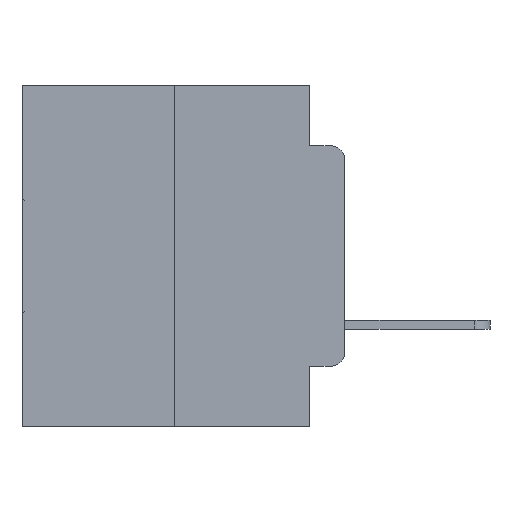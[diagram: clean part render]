
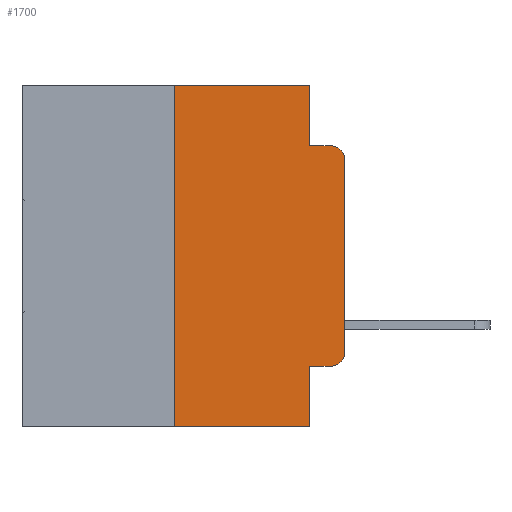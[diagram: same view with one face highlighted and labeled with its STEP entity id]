
A CAD part, left-side view. The second image highlights one B-rep face of the part: STEP entity #1700.
In plain terms, the highlighted planar face has unit normal (-1, 0, 0).
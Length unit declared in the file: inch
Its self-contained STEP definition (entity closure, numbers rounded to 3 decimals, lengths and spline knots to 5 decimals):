
#310 = CARTESIAN_POINT ( 'NONE',  ( 0., 0., -0.1085 ) ) ;
#357 = VERTEX_POINT ( 'NONE', #17507 ) ;
#499 = ORIENTED_EDGE ( 'NONE', *, *, #10122, .T. ) ;
#616 = VECTOR ( 'NONE', #28674, 39.37008 ) ;
#964 = ORIENTED_EDGE ( 'NONE', *, *, #2246, .F. ) ;
#1131 = DIRECTION ( 'NONE',  ( 0., -1., 0. ) ) ;
#1442 = CARTESIAN_POINT ( 'NONE',  ( 0., 0., 0. ) ) ;
#1511 = ORIENTED_EDGE ( 'NONE', *, *, #10308, .T. ) ;
#1612 = ORIENTED_EDGE ( 'NONE', *, *, #22767, .F. ) ;
#1686 = CARTESIAN_POINT ( 'NONE',  ( 0., 0.051, 0. ) ) ;
#1700 = ADVANCED_FACE ( 'NONE', ( #11764 ), #13329, .F. ) ;
#2094 = LINE ( 'NONE', #4613, #13945 ) ;
#2246 = EDGE_CURVE ( 'NONE', #357, #16678, #24421, .T. ) ;
#2405 = LINE ( 'NONE', #14441, #3315 ) ;
#2682 = ORIENTED_EDGE ( 'NONE', *, *, #7714, .T. ) ;
#2706 = LINE ( 'NONE', #1686, #14502 ) ;
#3036 = DIRECTION ( 'NONE',  ( 0., -1., 0. ) ) ;
#3265 = AXIS2_PLACEMENT_3D ( 'NONE', #9452, #24972, #11865 ) ;
#3315 = VECTOR ( 'NONE', #9943, 39.37008 ) ;
#3958 = ORIENTED_EDGE ( 'NONE', *, *, #25570, .F. ) ;
#4613 = CARTESIAN_POINT ( 'NONE',  ( 0., 0.25, 0. ) ) ;
#4876 = CIRCLE ( 'NONE', #16898, 0.02 ) ;
#5173 = ORIENTED_EDGE ( 'NONE', *, *, #11902, .F. ) ;
#5330 = ORIENTED_EDGE ( 'NONE', *, *, #15434, .F. ) ;
#5430 = DIRECTION ( 'NONE',  ( 0., 0., -1. ) ) ;
#5468 = VERTEX_POINT ( 'NONE', #16690 ) ;
#5523 = EDGE_CURVE ( 'NONE', #18237, #16678, #4876, .T. ) ;
#5876 = ORIENTED_EDGE ( 'NONE', *, *, #13924, .T. ) ;
#6135 = ORIENTED_EDGE ( 'NONE', *, *, #5523, .T. ) ;
#6441 = VERTEX_POINT ( 'NONE', #14880 ) ;
#7048 = DIRECTION ( 'NONE',  ( 0., 0., 1. ) ) ;
#7361 = LINE ( 'NONE', #28104, #18768 ) ;
#7714 = EDGE_CURVE ( 'NONE', #6441, #16056, #20710, .T. ) ;
#8217 = VERTEX_POINT ( 'NONE', #28881 ) ;
#9452 = CARTESIAN_POINT ( 'NONE',  ( 0., 0.02, -0.3915 ) ) ;
#9943 = DIRECTION ( 'NONE',  ( 0., -1., 0. ) ) ;
#10122 = EDGE_CURVE ( 'NONE', #5468, #8217, #17157, .T. ) ;
#10308 = EDGE_CURVE ( 'NONE', #16056, #18237, #28775, .T. ) ;
#10546 = CARTESIAN_POINT ( 'NONE',  ( 0., 0.25, 0. ) ) ;
#10549 = CARTESIAN_POINT ( 'NONE',  ( 0., 0.473, 0. ) ) ;
#11504 = VECTOR ( 'NONE', #28367, 39.37008 ) ;
#11764 = FACE_OUTER_BOUND ( 'NONE', #13623, .T. ) ;
#11865 = DIRECTION ( 'NONE',  ( 0., 0., -1. ) ) ;
#11902 = EDGE_CURVE ( 'NONE', #20216, #28079, #2405, .T. ) ;
#12807 = VECTOR ( 'NONE', #3036, 39.37008 ) ;
#13296 = LINE ( 'NONE', #18120, #616 ) ;
#13329 = PLANE ( 'NONE',  #28753 ) ;
#13623 = EDGE_LOOP ( 'NONE', ( #1511, #6135, #964, #3958, #5173, #1612, #499, #5330, #5876, #2682 ) ) ;
#13924 = EDGE_CURVE ( 'NONE', #19422, #6441, #7361, .T. ) ;
#13945 = VECTOR ( 'NONE', #7048, 39.37008 ) ;
#14441 = CARTESIAN_POINT ( 'NONE',  ( 0., 0.473, 0. ) ) ;
#14502 = VECTOR ( 'NONE', #26562, 39.37008 ) ;
#14880 = CARTESIAN_POINT ( 'NONE',  ( 0., 0.02, -0.4115 ) ) ;
#15434 = EDGE_CURVE ( 'NONE', #19422, #8217, #2706, .T. ) ;
#16056 = VERTEX_POINT ( 'NONE', #18291 ) ;
#16678 = VERTEX_POINT ( 'NONE', #26512 ) ;
#16690 = CARTESIAN_POINT ( 'NONE',  ( 0., 0.25, -0.5 ) ) ;
#16743 = DIRECTION ( 'NONE',  ( 0., 0., -1. ) ) ;
#16898 = AXIS2_PLACEMENT_3D ( 'NONE', #28857, #29212, #16743 ) ;
#17157 = LINE ( 'NONE', #19493, #21606 ) ;
#17507 = CARTESIAN_POINT ( 'NONE',  ( 0., 0.051, -0.0885 ) ) ;
#18120 = CARTESIAN_POINT ( 'NONE',  ( 0., 0.051, 0. ) ) ;
#18237 = VERTEX_POINT ( 'NONE', #310 ) ;
#18291 = CARTESIAN_POINT ( 'NONE',  ( 0., 0., -0.3915 ) ) ;
#18768 = VECTOR ( 'NONE', #1131, 39.37008 ) ;
#19422 = VERTEX_POINT ( 'NONE', #26720 ) ;
#19493 = CARTESIAN_POINT ( 'NONE',  ( 0., 0.473, -0.5 ) ) ;
#20216 = VERTEX_POINT ( 'NONE', #10546 ) ;
#20710 = CIRCLE ( 'NONE', #3265, 0.02 ) ;
#21606 = VECTOR ( 'NONE', #21646, 39.37008 ) ;
#21646 = DIRECTION ( 'NONE',  ( 0., -1., 0. ) ) ;
#22767 = EDGE_CURVE ( 'NONE', #5468, #20216, #2094, .T. ) ;
#23686 = CARTESIAN_POINT ( 'NONE',  ( 0., 0.051, 0. ) ) ;
#24421 = LINE ( 'NONE', #26482, #12807 ) ;
#24972 = DIRECTION ( 'NONE',  ( -1., 0., 0. ) ) ;
#25570 = EDGE_CURVE ( 'NONE', #28079, #357, #13296, .T. ) ;
#26182 = DIRECTION ( 'NONE',  ( 1., 0., 0. ) ) ;
#26482 = CARTESIAN_POINT ( 'NONE',  ( 0., 0.051, -0.0885 ) ) ;
#26512 = CARTESIAN_POINT ( 'NONE',  ( 0., 0.02, -0.0885 ) ) ;
#26562 = DIRECTION ( 'NONE',  ( 0., 0., -1. ) ) ;
#26720 = CARTESIAN_POINT ( 'NONE',  ( 0., 0.051, -0.4115 ) ) ;
#28079 = VERTEX_POINT ( 'NONE', #23686 ) ;
#28104 = CARTESIAN_POINT ( 'NONE',  ( 0., 0.051, -0.4115 ) ) ;
#28367 = DIRECTION ( 'NONE',  ( 0., 0., 1. ) ) ;
#28674 = DIRECTION ( 'NONE',  ( 0., 0., -1. ) ) ;
#28753 = AXIS2_PLACEMENT_3D ( 'NONE', #10549, #26182, #5430 ) ;
#28775 = LINE ( 'NONE', #1442, #11504 ) ;
#28857 = CARTESIAN_POINT ( 'NONE',  ( 0., 0.02, -0.1085 ) ) ;
#28881 = CARTESIAN_POINT ( 'NONE',  ( 0., 0.051, -0.5 ) ) ;
#29212 = DIRECTION ( 'NONE',  ( -1., 0., 0. ) ) ;
